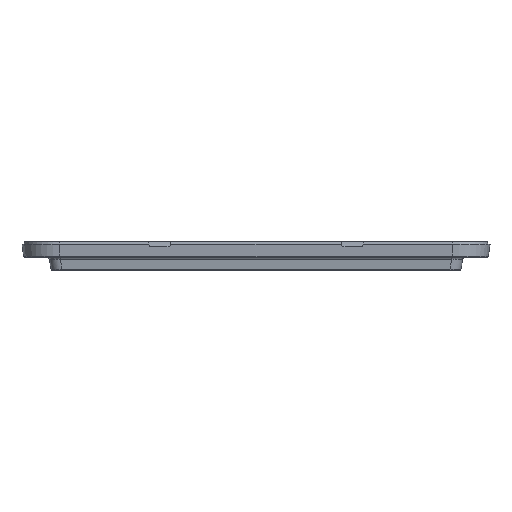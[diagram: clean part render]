
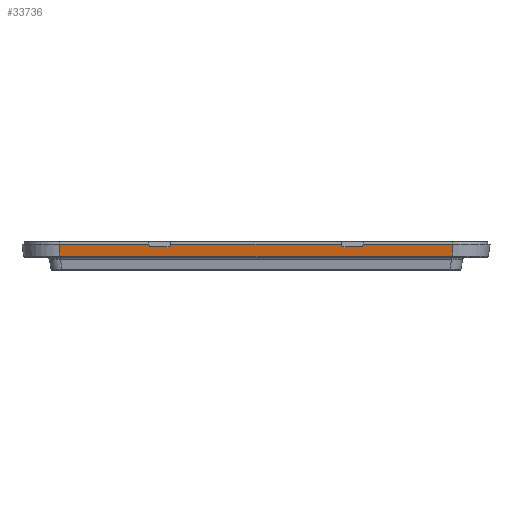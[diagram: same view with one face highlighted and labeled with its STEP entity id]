
A CAD part, left-side view. The second image highlights one B-rep face of the part: STEP entity #33736.
In plain terms, the highlighted planar face has unit normal (-0.99, 0, -0.139).
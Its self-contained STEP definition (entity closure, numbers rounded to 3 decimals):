
#8185=DIRECTION('',(-0.137,0.172,0.976));
#8186=VECTOR('',#8185,0.178);
#8187=CARTESIAN_POINT('',(-89.33,-32.614,
-1.174));
#8188=LINE('',#8187,#8186);
#8189=CARTESIAN_POINT('',(-89.33,-32.614,
-1.174));
#8190=CARTESIAN_POINT('',(-89.292,-32.663,
-1.448));
#8191=CARTESIAN_POINT('',(-89.241,-32.92,
-1.806));
#8192=CARTESIAN_POINT('',(-89.214,-33.318,-2.));
#8193=CARTESIAN_POINT('',(-89.214,-33.599,-2.));
#8195=DIRECTION('',(0.,-1.,0.));
#8196=VECTOR('',#8195,6.322);
#8197=CARTESIAN_POINT('',(-89.214,-33.599,-2.));
#8198=LINE('',#8197,#8196);
#8199=CARTESIAN_POINT('',(-89.214,-39.921,-2.));
#8200=CARTESIAN_POINT('',(-89.214,-40.202,-2.));
#8201=CARTESIAN_POINT('',(-89.241,-40.6,
-1.806));
#8202=CARTESIAN_POINT('',(-89.292,-40.857,
-1.448));
#8203=CARTESIAN_POINT('',(-89.33,-40.906,
-1.174));
#8205=DIRECTION('',(-0.137,-0.172,0.976));
#8206=VECTOR('',#8205,0.178);
#8207=CARTESIAN_POINT('',(-89.33,-40.906,
-1.174));
#8208=LINE('',#8207,#8206);
#8209=DIRECTION('',(0.,-1.,0.));
#8210=VECTOR('',#8209,34.064);
#8211=CARTESIAN_POINT('',(-89.354,-40.936,
-1.));
#8212=LINE('',#8211,#8210);
#8213=DIRECTION('',(0.,-1.,0.));
#8214=VECTOR('',#8213,34.064);
#8215=CARTESIAN_POINT('',(-89.354,75.,
-1.));
#8216=LINE('',#8215,#8214);
#8217=CARTESIAN_POINT('',(-89.33,40.906,
-1.174));
#8218=CARTESIAN_POINT('',(-89.292,40.857,
-1.448));
#8219=CARTESIAN_POINT('',(-89.241,40.6,
-1.806));
#8220=CARTESIAN_POINT('',(-89.214,40.202,-2.));
#8221=CARTESIAN_POINT('',(-89.214,39.921,-2.));
#8223=DIRECTION('',(0.,-1.,0.));
#8224=VECTOR('',#8223,6.322);
#8225=CARTESIAN_POINT('',(-89.214,39.921,-2.));
#8226=LINE('',#8225,#8224);
#8227=CARTESIAN_POINT('',(-89.214,33.599,-2.));
#8228=CARTESIAN_POINT('',(-89.214,33.318,-2.));
#8229=CARTESIAN_POINT('',(-89.241,32.92,
-1.806));
#8230=CARTESIAN_POINT('',(-89.292,32.663,
-1.448));
#8231=CARTESIAN_POINT('',(-89.33,32.614,
-1.174));
#8233=DIRECTION('',(-0.137,-0.172,0.976));
#8234=VECTOR('',#8233,0.178);
#8235=CARTESIAN_POINT('',(-89.33,32.614,
-1.174));
#8236=LINE('',#8235,#8234);
#8237=DIRECTION('',(0.,-1.,0.));
#8238=VECTOR('',#8237,65.167);
#8239=CARTESIAN_POINT('',(-89.354,32.584,
-1.));
#8240=LINE('',#8239,#8238);
#9273=DIRECTION('',(-0.137,0.172,0.976));
#9274=VECTOR('',#9273,0.178);
#9275=CARTESIAN_POINT('',(-89.33,40.906,
-1.174));
#9276=LINE('',#9275,#9274);
#9305=DIRECTION('',(0.139,0.,-0.99));
#9306=VECTOR('',#9305,4.614);
#9307=CARTESIAN_POINT('',(-89.354,75.,
-1.));
#9308=LINE('',#9307,#9306);
#9332=DIRECTION('',(0.,-1.,0.));
#9333=VECTOR('',#9332,150.);
#9334=CARTESIAN_POINT('',(-88.712,75.,
-5.57));
#9335=LINE('',#9334,#9333);
#13413=DIRECTION('',(-0.139,0.,0.99));
#13414=VECTOR('',#13413,4.614);
#13415=CARTESIAN_POINT('',(-88.712,-75.,
-5.57));
#13416=LINE('',#13415,#13414);
#19066=CARTESIAN_POINT('',(-89.354,32.584,
-1.));
#19067=VERTEX_POINT('',#19066);
#19068=CARTESIAN_POINT('',(-89.33,32.614,
-1.174));
#19069=VERTEX_POINT('',#19068);
#19072=CARTESIAN_POINT('',(-89.33,-32.614,
-1.174));
#19073=CARTESIAN_POINT('',(-89.354,-32.584,
-1.));
#19074=VERTEX_POINT('',#19072);
#19075=VERTEX_POINT('',#19073);
#19078=VERTEX_POINT('',#8193);
#19079=CARTESIAN_POINT('',(-89.214,-39.921,-2.));
#19080=VERTEX_POINT('',#19079);
#19081=VERTEX_POINT('',#8203);
#19082=CARTESIAN_POINT('',(-89.354,-40.936,
-1.));
#19083=VERTEX_POINT('',#19082);
#19084=CARTESIAN_POINT('',(-89.354,-75.,
-1.));
#19085=VERTEX_POINT('',#19084);
#19086=CARTESIAN_POINT('',(-88.712,-75.,
-5.57));
#19087=VERTEX_POINT('',#19086);
#19088=CARTESIAN_POINT('',(-88.712,75.,
-5.57));
#19089=VERTEX_POINT('',#19088);
#19090=CARTESIAN_POINT('',(-89.354,75.,
-1.));
#19091=VERTEX_POINT('',#19090);
#19092=CARTESIAN_POINT('',(-89.354,40.936,
-1.));
#19093=VERTEX_POINT('',#19092);
#19094=CARTESIAN_POINT('',(-89.33,40.906,
-1.174));
#19095=VERTEX_POINT('',#19094);
#19096=VERTEX_POINT('',#8221);
#19097=CARTESIAN_POINT('',(-89.214,33.599,-2.));
#19098=VERTEX_POINT('',#19097);
#33699=CARTESIAN_POINT('',(-89.033,0.,
-3.285));
#33700=DIRECTION('',(0.99,0.,0.139));
#33701=DIRECTION('',(0.,-1.,0.));
#33702=AXIS2_PLACEMENT_3D('',#33699,#33700,#33701);
#33703=PLANE('',#33702);
#33704=ORIENTED_EDGE('',*,*,#33686,.F.);
#33706=ORIENTED_EDGE('',*,*,#33705,.T.);
#33708=ORIENTED_EDGE('',*,*,#33707,.T.);
#33710=ORIENTED_EDGE('',*,*,#33709,.T.);
#33712=ORIENTED_EDGE('',*,*,#33711,.T.);
#33714=ORIENTED_EDGE('',*,*,#33713,.T.);
#33716=ORIENTED_EDGE('',*,*,#33715,.F.);
#33718=ORIENTED_EDGE('',*,*,#33717,.F.);
#33720=ORIENTED_EDGE('',*,*,#33719,.F.);
#33722=ORIENTED_EDGE('',*,*,#33721,.T.);
#33724=ORIENTED_EDGE('',*,*,#33723,.F.);
#33726=ORIENTED_EDGE('',*,*,#33725,.T.);
#33728=ORIENTED_EDGE('',*,*,#33727,.T.);
#33730=ORIENTED_EDGE('',*,*,#33729,.T.);
#33731=ORIENTED_EDGE('',*,*,#33660,.T.);
#33733=ORIENTED_EDGE('',*,*,#33732,.T.);
#33734=EDGE_LOOP('',(#33704,#33706,#33708,#33710,#33712,#33714,#33716,#33718,
#33720,#33722,#33724,#33726,#33728,#33730,#33731,#33733));
#33735=FACE_OUTER_BOUND('',#33734,.F.);
#33736=ADVANCED_FACE('',(#33735),#33703,.F.);
#8194=B_SPLINE_CURVE_WITH_KNOTS('',3,(#8189,#8190,#8191,#8192,#8193),
.UNSPECIFIED.,.F.,.F.,(4,1,4),(0.,0.5,1.),.UNSPECIFIED.);
#8204=B_SPLINE_CURVE_WITH_KNOTS('',3,(#8199,#8200,#8201,#8202,#8203),
.UNSPECIFIED.,.F.,.F.,(4,1,4),(0.,0.5,1.),.UNSPECIFIED.);
#8222=B_SPLINE_CURVE_WITH_KNOTS('',3,(#8217,#8218,#8219,#8220,#8221),
.UNSPECIFIED.,.F.,.F.,(4,1,4),(0.,0.5,1.),.UNSPECIFIED.);
#8232=B_SPLINE_CURVE_WITH_KNOTS('',3,(#8227,#8228,#8229,#8230,#8231),
.UNSPECIFIED.,.F.,.F.,(4,1,4),(0.,0.5,1.),.UNSPECIFIED.);
#33660=EDGE_CURVE('',#19069,#19067,#8236,.T.);
#33686=EDGE_CURVE('',#19074,#19075,#8188,.T.);
#33705=EDGE_CURVE('',#19074,#19078,#8194,.T.);
#33707=EDGE_CURVE('',#19078,#19080,#8198,.T.);
#33709=EDGE_CURVE('',#19080,#19081,#8204,.T.);
#33711=EDGE_CURVE('',#19081,#19083,#8208,.T.);
#33713=EDGE_CURVE('',#19083,#19085,#8212,.T.);
#33715=EDGE_CURVE('',#19087,#19085,#13416,.T.);
#33717=EDGE_CURVE('',#19089,#19087,#9335,.T.);
#33719=EDGE_CURVE('',#19091,#19089,#9308,.T.);
#33721=EDGE_CURVE('',#19091,#19093,#8216,.T.);
#33723=EDGE_CURVE('',#19095,#19093,#9276,.T.);
#33725=EDGE_CURVE('',#19095,#19096,#8222,.T.);
#33727=EDGE_CURVE('',#19096,#19098,#8226,.T.);
#33729=EDGE_CURVE('',#19098,#19069,#8232,.T.);
#33732=EDGE_CURVE('',#19067,#19075,#8240,.T.);
